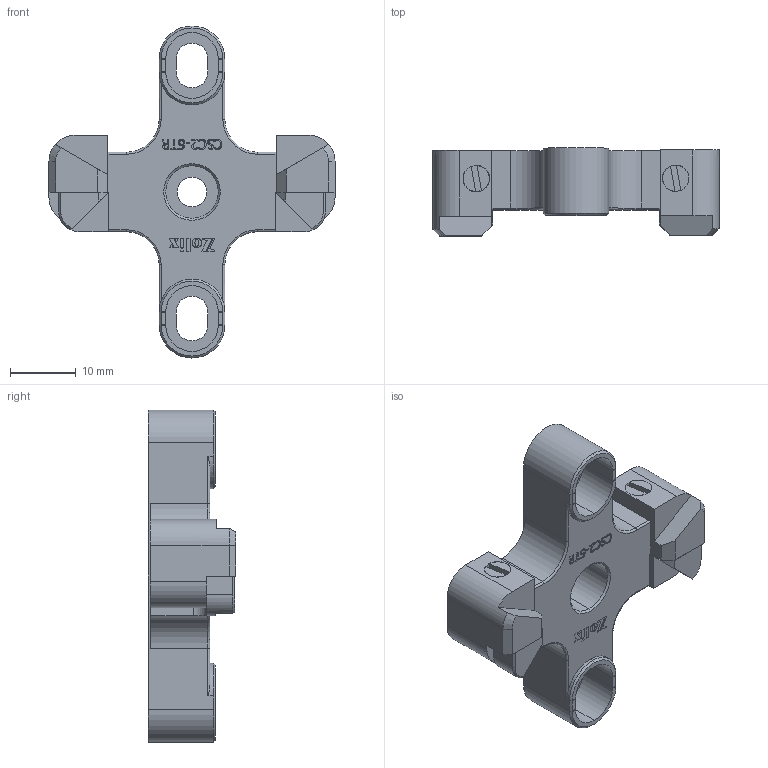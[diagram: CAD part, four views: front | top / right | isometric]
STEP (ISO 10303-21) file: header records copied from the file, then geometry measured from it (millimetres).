
FILE_DESCRIPTION (( 'STEP AP203' ), '1' );
FILE_NAME ('CSC2-6TR.STEP', '2025-11-28T03:15:25', ( '' ), ( '' ), 'SwSTEP 2.0', 'SolidWorks 2020', '' );
FILE_SCHEMA (( 'CONFIG_CONTROL_DESIGN' ));
Length unit declared in the file: millimetre
Products named in the file (1): CSC2-6TR
Bounding box: 43.52 x 13.35 x 50.5 mm (x, y, z)
Volume: 7151.6 mm3; surface area: 5969.8 mm2
Topology: 7 solids, 7 shells, 572 faces, 1512 edges, 987 vertices
Faces by surface type: plane 362, cylinder 96, bspline 84, cone 20, torus 10
Entity records: 23828 total; most frequent: CARTESIAN_POINT 9940, ORIENTED_EDGE 3024, DIRECTION 2561, EDGE_CURVE 1512, LINE 1073, VECTOR 1073, VERTEX_POINT 987, AXIS2_PLACEMENT_3D 744
